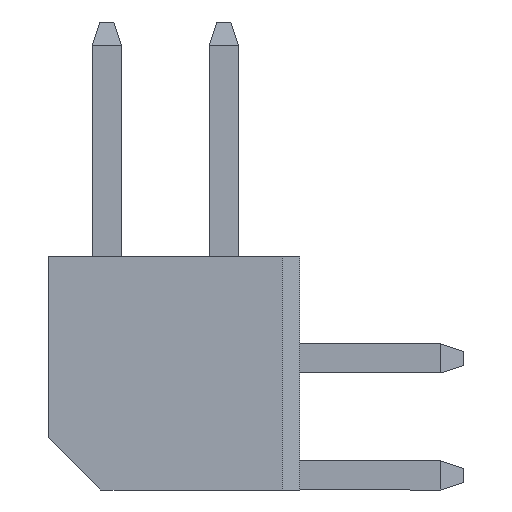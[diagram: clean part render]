
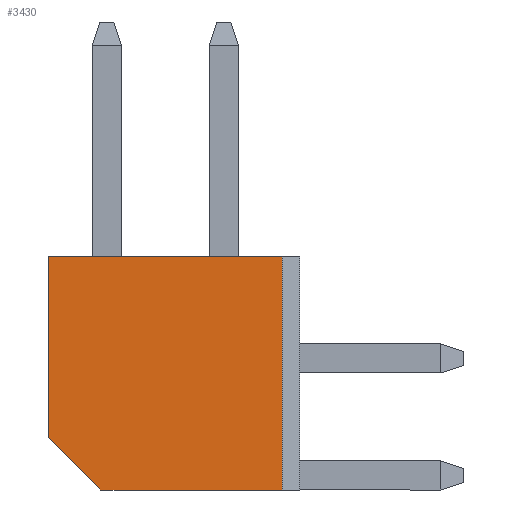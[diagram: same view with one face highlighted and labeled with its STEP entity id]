
A CAD part, left-side view. The second image highlights one B-rep face of the part: STEP entity #3430.
In plain terms, the highlighted planar face has unit normal (-1, 0, 0).
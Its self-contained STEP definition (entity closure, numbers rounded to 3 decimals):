
#200=CARTESIAN_POINT('',(4.,4.3,4.));
#210=VERTEX_POINT('',#200);
#240=CARTESIAN_POINT('',(4.,4.3,4.));
#250=DIRECTION('',(0.,0.,-1.));
#260=VECTOR('',#250,1.);
#270=LINE('',#240,#260);
#280=CARTESIAN_POINT('',(4.,4.3,0.9));
#290=VERTEX_POINT('',#280);
#300=EDGE_CURVE('',#210,#290,#270,.T.);
#1830=CARTESIAN_POINT('',(4.,4.3,0.9));
#1840=DIRECTION('',(0.,-0.707,-0.707));
#1850=VECTOR('',#1840,1.);
#1860=LINE('',#1830,#1850);
#1870=CARTESIAN_POINT('',(4.,3.4,0.));
#1880=VERTEX_POINT('',#1870);
#1890=EDGE_CURVE('',#290,#1880,#1860,.T.);
#3120=CARTESIAN_POINT('',(4.,0.,0.));
#3130=DIRECTION('',(-1.,0.,0.));
#3140=DIRECTION('',(0.,1.,0.));
#3150=AXIS2_PLACEMENT_3D('',#3120,#3130,#3140);
#3160=PLANE('',#3150);
#3170=CARTESIAN_POINT('',(4.,0.3,0.));
#3180=DIRECTION('',(0.,1.,0.));
#3190=VECTOR('',#3180,1.);
#3200=LINE('',#3170,#3190);
#3210=CARTESIAN_POINT('',(4.,0.3,0.));
#3220=VERTEX_POINT('',#3210);
#3230=EDGE_CURVE('',#3220,#1880,#3200,.T.);
#3240=ORIENTED_EDGE('',*,*,#3230,.F.);
#3250=ORIENTED_EDGE('',*,*,#1890,.T.);
#3260=ORIENTED_EDGE('',*,*,#300,.T.);
#3270=CARTESIAN_POINT('',(4.,0.3,4.));
#3280=DIRECTION('',(0.,1.,0.));
#3290=VECTOR('',#3280,1.);
#3300=LINE('',#3270,#3290);
#3310=CARTESIAN_POINT('',(4.,0.3,4.));
#3320=VERTEX_POINT('',#3310);
#3330=EDGE_CURVE('',#3320,#210,#3300,.T.);
#3340=ORIENTED_EDGE('',*,*,#3330,.T.);
#3350=CARTESIAN_POINT('',(4.,0.3,0.));
#3360=DIRECTION('',(0.,0.,1.));
#3370=VECTOR('',#3360,1.);
#3380=LINE('',#3350,#3370);
#3390=EDGE_CURVE('',#3220,#3320,#3380,.T.);
#3400=ORIENTED_EDGE('',*,*,#3390,.T.);
#3410=EDGE_LOOP('',(#3400,#3340,#3260,#3250,#3240));
#3420=FACE_OUTER_BOUND('',#3410,.T.);
#3430=ADVANCED_FACE('',(#3420),#3160,.T.);
